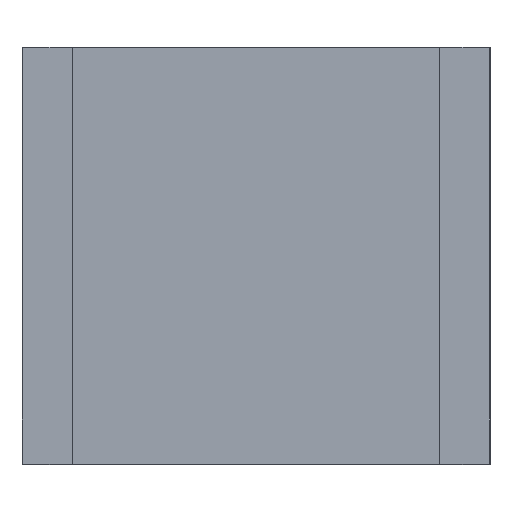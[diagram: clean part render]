
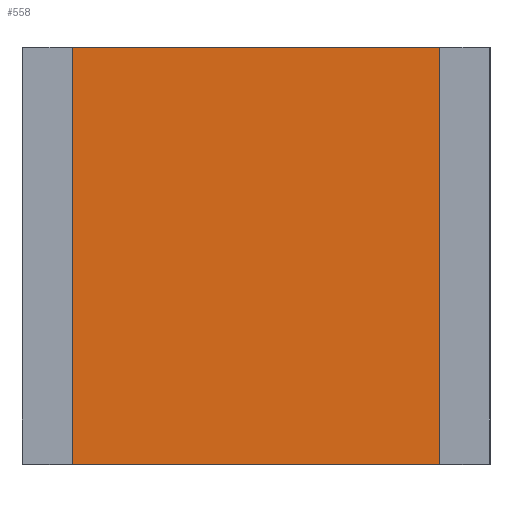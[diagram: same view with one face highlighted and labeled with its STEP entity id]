
A CAD part, top view. The second image highlights one B-rep face of the part: STEP entity #558.
In plain terms, the highlighted planar face has unit normal (0, 0, 1).
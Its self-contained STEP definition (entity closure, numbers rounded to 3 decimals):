
#104 = VERTEX_POINT('',#105);
#105 = CARTESIAN_POINT('',(-2.2,2.49,0.99));
#120 = VERTEX_POINT('',#121);
#121 = CARTESIAN_POINT('',(-2.2,-2.49,0.99));
#127 = EDGE_CURVE('',#104,#120,#128,.T.);
#128 = LINE('',#129,#130);
#129 = CARTESIAN_POINT('',(-2.2,-2.49,0.99));
#130 = VECTOR('',#131,1.);
#131 = DIRECTION('',(0.,-1.,0.));
#540 = EDGE_CURVE('',#104,#541,#543,.T.);
#541 = VERTEX_POINT('',#542);
#542 = CARTESIAN_POINT('',(2.2,2.49,0.99));
#543 = LINE('',#544,#545);
#544 = CARTESIAN_POINT('',(-7.276,2.49,0.99));
#545 = VECTOR('',#546,1.);
#546 = DIRECTION('',(1.,0.,0.));
#558 = ADVANCED_FACE('',(#559),#577,.T.);
#559 = FACE_BOUND('',#560,.T.);
#560 = EDGE_LOOP('',(#561,#562,#563,#571));
#561 = ORIENTED_EDGE('',*,*,#540,.F.);
#562 = ORIENTED_EDGE('',*,*,#127,.T.);
#563 = ORIENTED_EDGE('',*,*,#564,.T.);
#564 = EDGE_CURVE('',#120,#565,#567,.T.);
#565 = VERTEX_POINT('',#566);
#566 = CARTESIAN_POINT('',(2.2,-2.49,0.99));
#567 = LINE('',#568,#569);
#568 = CARTESIAN_POINT('',(-7.276,-2.49,0.99));
#569 = VECTOR('',#570,1.);
#570 = DIRECTION('',(1.,0.,0.));
#571 = ORIENTED_EDGE('',*,*,#572,.F.);
#572 = EDGE_CURVE('',#541,#565,#573,.T.);
#573 = LINE('',#574,#575);
#574 = CARTESIAN_POINT('',(2.2,-2.49,0.99));
#575 = VECTOR('',#576,1.);
#576 = DIRECTION('',(0.,-1.,0.));
#577 = PLANE('',#578);
#578 = AXIS2_PLACEMENT_3D('',#579,#580,#581);
#579 = CARTESIAN_POINT('',(-7.276,-2.49,0.99));
#580 = DIRECTION('',(0.,0.,1.));
#581 = DIRECTION('',(0.,-1.,0.));
